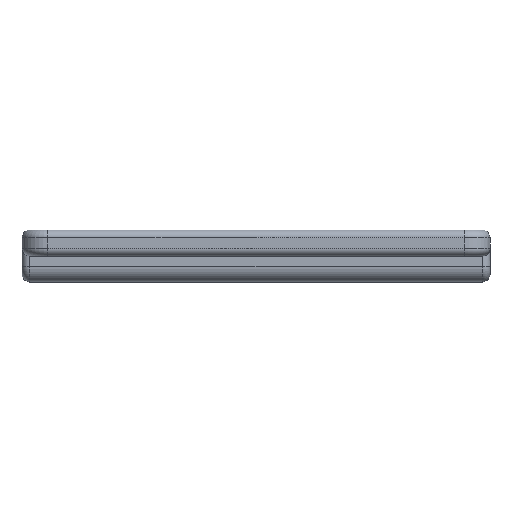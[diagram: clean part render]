
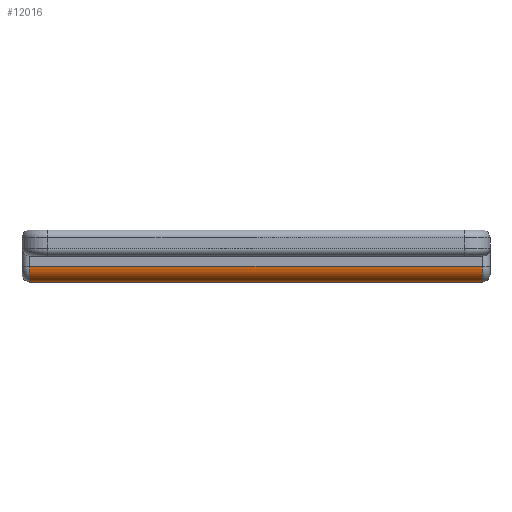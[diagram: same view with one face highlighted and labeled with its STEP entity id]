
A CAD part, left-side view. The second image highlights one B-rep face of the part: STEP entity #12016.
In plain terms, the highlighted cylindrical face has radius 3 mm (diameter 6 mm), a partial arc.
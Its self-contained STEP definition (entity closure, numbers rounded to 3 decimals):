
#88 = CIRCLE ( 'NONE', #5229, 3. ) ;
#505 = EDGE_CURVE ( 'NONE', #3852, #9149, #88, .T. ) ;
#764 = ORIENTED_EDGE ( 'NONE', *, *, #9444, .F. ) ;
#1555 = ORIENTED_EDGE ( 'NONE', *, *, #505, .T. ) ;
#1985 = CARTESIAN_POINT ( 'NONE',  ( -2., 45., -5. ) ) ;
#2274 = CARTESIAN_POINT ( 'NONE',  ( -5., -43.5, -2. ) ) ;
#2318 = LINE ( 'NONE', #5105, #11554 ) ;
#2690 = CARTESIAN_POINT ( 'NONE',  ( -2., 0., -2. ) ) ;
#2698 = AXIS2_PLACEMENT_3D ( 'NONE', #2690, #5407, #5347 ) ;
#3276 = CARTESIAN_POINT ( 'NONE',  ( -2., -43.5, -2. ) ) ;
#3847 = ORIENTED_EDGE ( 'NONE', *, *, #9832, .F. ) ;
#3852 = VERTEX_POINT ( 'NONE', #5501 ) ;
#4639 = CARTESIAN_POINT ( 'NONE',  ( -5., 43.5, -2. ) ) ;
#5105 = CARTESIAN_POINT ( 'NONE',  ( -5., -45., -2. ) ) ;
#5164 = DIRECTION ( 'NONE',  ( 0., -1., 0. ) ) ;
#5185 = DIRECTION ( 'NONE',  ( 0., 1., 0. ) ) ;
#5229 = AXIS2_PLACEMENT_3D ( 'NONE', #3276, #5185, #10100 ) ;
#5347 = DIRECTION ( 'NONE',  ( 1., 0., 0. ) ) ;
#5407 = DIRECTION ( 'NONE',  ( 0., -1., 0. ) ) ;
#5415 = VERTEX_POINT ( 'NONE', #4639 ) ;
#5501 = CARTESIAN_POINT ( 'NONE',  ( -2., -43.5, -5. ) ) ;
#5556 = EDGE_LOOP ( 'NONE', ( #764, #9183, #3847, #1555 ) ) ;
#5954 = DIRECTION ( 'NONE',  ( 0., 1., 0. ) ) ;
#6292 = AXIS2_PLACEMENT_3D ( 'NONE', #11283, #8283, #8474 ) ;
#6540 = EDGE_CURVE ( 'NONE', #5415, #8548, #11663, .T. ) ;
#7639 = CARTESIAN_POINT ( 'NONE',  ( -2., 43.5, -5. ) ) ;
#8144 = FACE_OUTER_BOUND ( 'NONE', #5556, .T. ) ;
#8283 = DIRECTION ( 'NONE',  ( 0., -1., 0. ) ) ;
#8474 = DIRECTION ( 'NONE',  ( 0., 0., -1. ) ) ;
#8548 = VERTEX_POINT ( 'NONE', #7639 ) ;
#8881 = LINE ( 'NONE', #1985, #11366 ) ;
#9149 = VERTEX_POINT ( 'NONE', #2274 ) ;
#9183 = ORIENTED_EDGE ( 'NONE', *, *, #6540, .T. ) ;
#9444 = EDGE_CURVE ( 'NONE', #5415, #9149, #2318, .T. ) ;
#9832 = EDGE_CURVE ( 'NONE', #3852, #8548, #8881, .T. ) ;
#10100 = DIRECTION ( 'NONE',  ( 0., 0., 1. ) ) ;
#11283 = CARTESIAN_POINT ( 'NONE',  ( -2., 43.5, -2. ) ) ;
#11366 = VECTOR ( 'NONE', #5954, 1000. ) ;
#11554 = VECTOR ( 'NONE', #5164, 1000. ) ;
#11663 = CIRCLE ( 'NONE', #6292, 3. ) ;
#11953 = CYLINDRICAL_SURFACE ( 'NONE', #2698, 3. ) ;
#12016 = ADVANCED_FACE ( 'NONE', ( #8144 ), #11953, .T. ) ;
